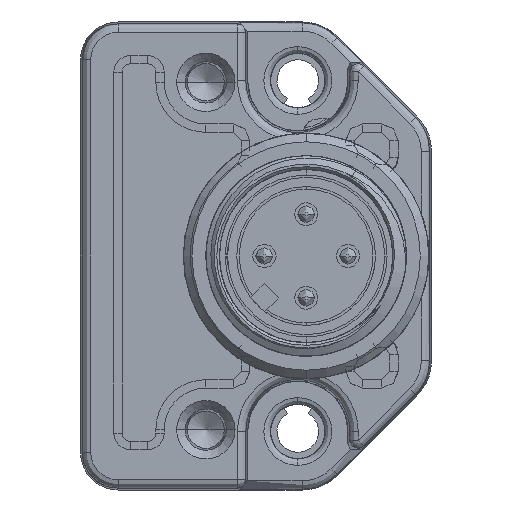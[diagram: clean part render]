
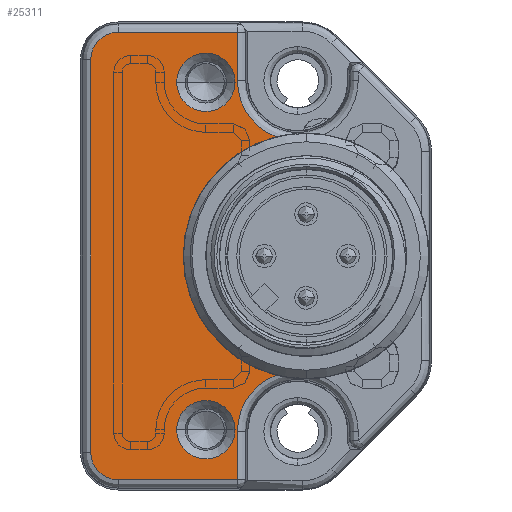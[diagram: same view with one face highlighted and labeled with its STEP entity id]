
A CAD part, left-side view. The second image highlights one B-rep face of the part: STEP entity #25311.
In plain terms, the highlighted planar face has unit normal (-1, 0, 0).
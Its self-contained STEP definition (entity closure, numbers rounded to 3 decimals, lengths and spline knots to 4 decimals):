
#221=CARTESIAN_POINT('',(-0.5118,0.315,
-0.4134));
#222=DIRECTION('',(1.,0.,0.));
#223=DIRECTION('',(0.,1.,0.));
#224=AXIS2_PLACEMENT_3D('',#221,#222,#223);
#226=DIRECTION('',(0.,0.,1.));
#227=VECTOR('',#226,0.1138);
#228=CARTESIAN_POINT('',(-0.5118,0.4572,
-0.5272));
#229=LINE('',#228,#227);
#230=DIRECTION('',(0.,-1.,0.));
#231=VECTOR('',#230,0.281);
#232=CARTESIAN_POINT('',(-0.5118,0.7382,
-0.5272));
#233=LINE('',#232,#231);
#234=CARTESIAN_POINT('',(-0.5118,0.7382,
-0.4626));
#235=DIRECTION('',(-1.,0.,0.));
#236=DIRECTION('',(0.,1.,0.));
#237=AXIS2_PLACEMENT_3D('',#234,#235,#236);
#239=DIRECTION('',(0.,0.,-1.));
#240=VECTOR('',#239,0.9252);
#241=CARTESIAN_POINT('',(-0.5118,0.8028,
0.4626));
#242=LINE('',#241,#240);
#243=CARTESIAN_POINT('',(-0.5118,0.7382,
0.4626));
#244=DIRECTION('',(-1.,0.,0.));
#245=DIRECTION('',(0.,0.,1.));
#246=AXIS2_PLACEMENT_3D('',#243,#244,#245);
#248=DIRECTION('',(0.,1.,0.));
#249=VECTOR('',#248,0.281);
#250=CARTESIAN_POINT('',(-0.5118,0.4572,
0.5272));
#251=LINE('',#250,#249);
#252=DIRECTION('',(0.,0.,1.));
#253=VECTOR('',#252,0.1138);
#254=CARTESIAN_POINT('',(-0.5118,0.4572,
0.4134));
#255=LINE('',#254,#253);
#256=CARTESIAN_POINT('',(-0.5118,0.315,
0.4134));
#257=DIRECTION('',(1.,0.,0.));
#258=DIRECTION('',(0.,0.359,-0.933));
#259=AXIS2_PLACEMENT_3D('',#256,#257,#258);
#261=CARTESIAN_POINT('',(-0.5118,0.2953,0.));
#262=DIRECTION('',(-1.,0.,0.));
#263=DIRECTION('',(0.,0.244,0.97));
#264=AXIS2_PLACEMENT_3D('',#261,#262,#263);
#266=CARTESIAN_POINT('',(-0.5118,0.5315,
-0.4091));
#267=DIRECTION('',(1.,0.,0.));
#268=DIRECTION('',(0.,1.,0.));
#269=AXIS2_PLACEMENT_3D('',#266,#267,#268);
#271=CARTESIAN_POINT('',(-0.5118,0.5315,
-0.4091));
#272=DIRECTION('',(1.,0.,0.));
#273=DIRECTION('',(0.,-1.,0.));
#274=AXIS2_PLACEMENT_3D('',#271,#272,#273);
#276=CARTESIAN_POINT('',(-0.5118,0.5315,
0.4091));
#277=DIRECTION('',(1.,0.,0.));
#278=DIRECTION('',(0.,1.,0.));
#279=AXIS2_PLACEMENT_3D('',#276,#277,#278);
#281=CARTESIAN_POINT('',(-0.5118,0.5315,
0.4091));
#282=DIRECTION('',(1.,0.,0.));
#283=DIRECTION('',(0.,-1.,0.));
#284=AXIS2_PLACEMENT_3D('',#281,#282,#283);
#22455=CARTESIAN_POINT('',(-0.5118,0.8028,
-0.4626));
#22456=CARTESIAN_POINT('',(-0.5118,0.7382,
-0.5272));
#22457=VERTEX_POINT('',#22455);
#22458=VERTEX_POINT('',#22456);
#22463=CARTESIAN_POINT('',(-0.5118,0.8028,
0.4626));
#22464=VERTEX_POINT('',#22463);
#22467=CARTESIAN_POINT('',(-0.5118,0.7382,
0.5272));
#22468=VERTEX_POINT('',#22467);
#22491=CARTESIAN_POINT('',(-0.5118,0.6004,
-0.4091));
#22492=CARTESIAN_POINT('',(-0.5118,0.4626,
-0.4091));
#22493=VERTEX_POINT('',#22491);
#22494=VERTEX_POINT('',#22492);
#22495=CARTESIAN_POINT('',(-0.5118,0.6004,
0.4091));
#22496=CARTESIAN_POINT('',(-0.5118,0.4626,
0.4091));
#22497=VERTEX_POINT('',#22495);
#22498=VERTEX_POINT('',#22496);
#22527=CARTESIAN_POINT('',(-0.5118,0.4572,
-0.4134));
#22528=CARTESIAN_POINT('',(-0.5118,0.366,
-0.2806));
#22529=VERTEX_POINT('',#22527);
#22530=VERTEX_POINT('',#22528);
#22531=CARTESIAN_POINT('',(-0.5118,0.4572,
-0.5272));
#22532=VERTEX_POINT('',#22531);
#22555=CARTESIAN_POINT('',(-0.5118,0.366,
0.2806));
#22556=CARTESIAN_POINT('',(-0.5118,0.4572,
0.4134));
#22557=VERTEX_POINT('',#22555);
#22558=VERTEX_POINT('',#22556);
#22559=CARTESIAN_POINT('',(-0.5118,0.4572,
0.5272));
#22560=VERTEX_POINT('',#22559);
#25273=CARTESIAN_POINT('',(-0.5118,0.,0.));
#25274=DIRECTION('',(-1.,0.,0.));
#25275=DIRECTION('',(0.,0.,1.));
#25276=AXIS2_PLACEMENT_3D('',#25273,#25274,#25275);
#25277=PLANE('',#25276);
#25279=ORIENTED_EDGE('',*,*,#25278,.F.);
#25281=ORIENTED_EDGE('',*,*,#25280,.F.);
#25283=ORIENTED_EDGE('',*,*,#25282,.F.);
#25285=ORIENTED_EDGE('',*,*,#25284,.F.);
#25286=ORIENTED_EDGE('',*,*,#25263,.F.);
#25288=ORIENTED_EDGE('',*,*,#25287,.F.);
#25290=ORIENTED_EDGE('',*,*,#25289,.F.);
#25292=ORIENTED_EDGE('',*,*,#25291,.F.);
#25294=ORIENTED_EDGE('',*,*,#25293,.F.);
#25296=ORIENTED_EDGE('',*,*,#25295,.T.);
#25297=EDGE_LOOP('',(#25279,#25281,#25283,#25285,#25286,#25288,#25290,#25292,
#25294,#25296));
#25298=FACE_OUTER_BOUND('',#25297,.F.);
#25300=ORIENTED_EDGE('',*,*,#25299,.F.);
#25302=ORIENTED_EDGE('',*,*,#25301,.F.);
#25303=EDGE_LOOP('',(#25300,#25302));
#25304=FACE_BOUND('',#25303,.F.);
#25306=ORIENTED_EDGE('',*,*,#25305,.F.);
#25308=ORIENTED_EDGE('',*,*,#25307,.F.);
#25309=EDGE_LOOP('',(#25306,#25308));
#25310=FACE_BOUND('',#25309,.F.);
#25311=ADVANCED_FACE('',(#25298,#25304,#25310),#25277,.T.);
#225=CIRCLE('',#224,0.1423);
#238=CIRCLE('',#237,0.0646);
#247=CIRCLE('',#246,0.0646);
#260=CIRCLE('',#259,0.1423);
#265=CIRCLE('',#264,0.2894);
#270=CIRCLE('',#269,0.0689);
#275=CIRCLE('',#274,0.0689);
#280=CIRCLE('',#279,0.0689);
#285=CIRCLE('',#284,0.0689);
#25263=EDGE_CURVE('',#22464,#22457,#242,.T.);
#25278=EDGE_CURVE('',#22529,#22530,#225,.T.);
#25280=EDGE_CURVE('',#22532,#22529,#229,.T.);
#25282=EDGE_CURVE('',#22458,#22532,#233,.T.);
#25284=EDGE_CURVE('',#22457,#22458,#238,.T.);
#25287=EDGE_CURVE('',#22468,#22464,#247,.T.);
#25289=EDGE_CURVE('',#22560,#22468,#251,.T.);
#25291=EDGE_CURVE('',#22558,#22560,#255,.T.);
#25293=EDGE_CURVE('',#22557,#22558,#260,.T.);
#25295=EDGE_CURVE('',#22557,#22530,#265,.T.);
#25299=EDGE_CURVE('',#22493,#22494,#270,.T.);
#25301=EDGE_CURVE('',#22494,#22493,#275,.T.);
#25305=EDGE_CURVE('',#22497,#22498,#280,.T.);
#25307=EDGE_CURVE('',#22498,#22497,#285,.T.);
